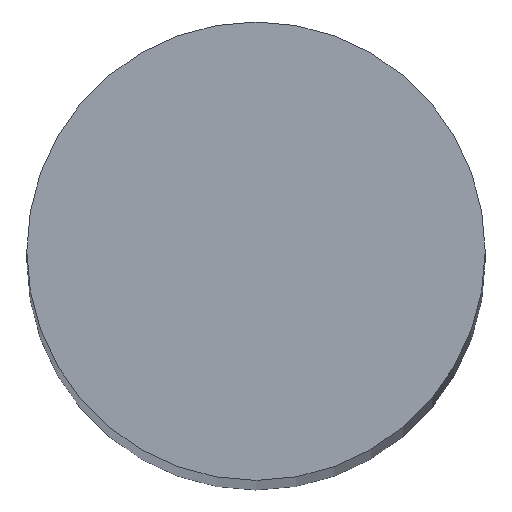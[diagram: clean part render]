
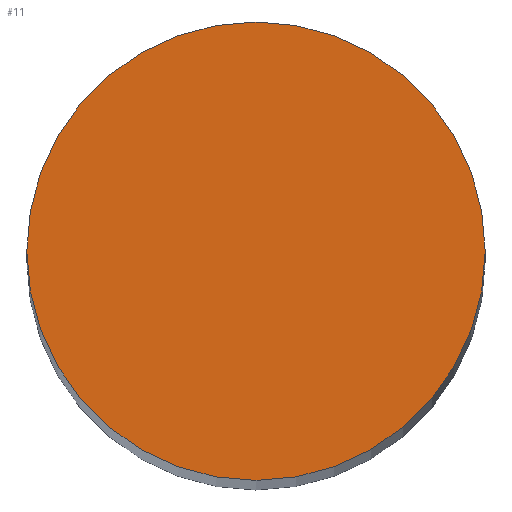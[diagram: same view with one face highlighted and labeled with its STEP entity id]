
A CAD part, top view. The second image highlights one B-rep face of the part: STEP entity #11.
In plain terms, the highlighted planar face has unit normal (0, 0, 1).
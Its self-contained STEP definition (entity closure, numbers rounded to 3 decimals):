
#5 = PLANE ( 'NONE',  #38 ) ;
#11 = ADVANCED_FACE ( 'NONE', ( #120 ), #5, .T. ) ;
#15 = CARTESIAN_POINT ( 'NONE',  ( 0., 0., 120. ) ) ;
#38 = AXIS2_PLACEMENT_3D ( 'NONE', #149, #168, #165 ) ;
#41 = EDGE_CURVE ( 'NONE', #169, #124, #159, .T. ) ;
#44 = DIRECTION ( 'NONE',  ( 1., 0., 0. ) ) ;
#47 = CARTESIAN_POINT ( 'NONE',  ( -5., 0., 120. ) ) ;
#48 = CIRCLE ( 'NONE', #116, 5. ) ;
#57 = EDGE_CURVE ( 'NONE', #124, #169, #48, .T. ) ;
#66 = ORIENTED_EDGE ( 'NONE', *, *, #57, .T. ) ;
#74 = ORIENTED_EDGE ( 'NONE', *, *, #41, .T. ) ;
#87 = DIRECTION ( 'NONE',  ( 1., 0., 0. ) ) ;
#109 = EDGE_LOOP ( 'NONE', ( #74, #66 ) ) ;
#116 = AXIS2_PLACEMENT_3D ( 'NONE', #15, #123, #44 ) ;
#119 = AXIS2_PLACEMENT_3D ( 'NONE', #167, #126, #87 ) ;
#120 = FACE_OUTER_BOUND ( 'NONE', #109, .T. ) ;
#123 = DIRECTION ( 'NONE',  ( 0., 0., 1. ) ) ;
#124 = VERTEX_POINT ( 'NONE', #143 ) ;
#126 = DIRECTION ( 'NONE',  ( 0., 0., 1. ) ) ;
#143 = CARTESIAN_POINT ( 'NONE',  ( 5., 0., 120. ) ) ;
#149 = CARTESIAN_POINT ( 'NONE',  ( 0., 0., 120. ) ) ;
#159 = CIRCLE ( 'NONE', #119, 5. ) ;
#165 = DIRECTION ( 'NONE',  ( 1., 0., 0. ) ) ;
#167 = CARTESIAN_POINT ( 'NONE',  ( 0., 0., 120. ) ) ;
#168 = DIRECTION ( 'NONE',  ( 0., 0., 1. ) ) ;
#169 = VERTEX_POINT ( 'NONE', #47 ) ;
